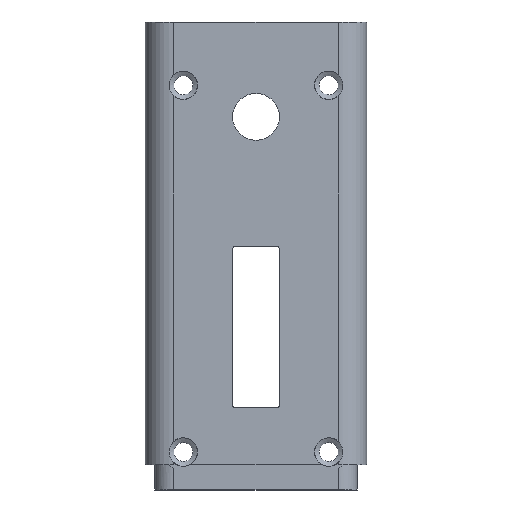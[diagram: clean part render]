
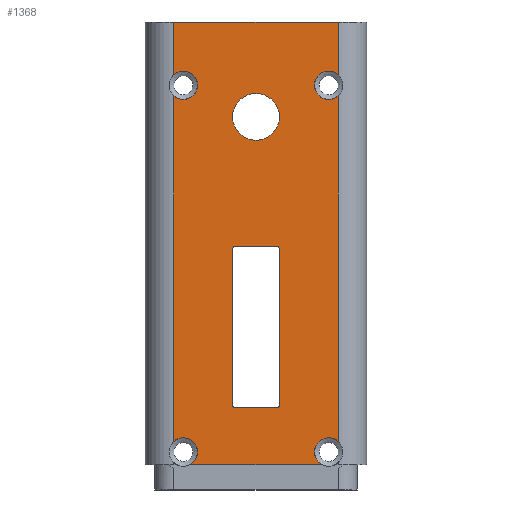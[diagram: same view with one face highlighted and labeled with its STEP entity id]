
A CAD part, top view. The second image highlights one B-rep face of the part: STEP entity #1368.
In plain terms, the highlighted planar face has unit normal (0, 0, 1).
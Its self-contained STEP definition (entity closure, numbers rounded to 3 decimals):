
#15=FACE_BOUND('',#200,.T.);
#16=FACE_BOUND('',#201,.T.);
#31=PLANE('',#1488);
#125=FACE_OUTER_BOUND('',#199,.T.);
#199=EDGE_LOOP('',(#1016,#1017,#1018,#1019,#1020,#1021,#1022,#1023,#1024,
#1025,#1026,#1027));
#200=EDGE_LOOP('',(#1028,#1029,#1030,#1031,#1032,#1033,#1034,#1035));
#201=EDGE_LOOP('',(#1036));
#290=LINE('',#2139,#423);
#294=LINE('',#2147,#427);
#295=LINE('',#2148,#428);
#297=LINE('',#2154,#430);
#298=LINE('',#2155,#431);
#299=LINE('',#2156,#432);
#300=LINE('',#2161,#433);
#301=LINE('',#2165,#434);
#302=LINE('',#2169,#435);
#303=LINE('',#2172,#436);
#423=VECTOR('',#1672,10.);
#427=VECTOR('',#1680,10.);
#428=VECTOR('',#1681,10.);
#430=VECTOR('',#1689,10.);
#431=VECTOR('',#1690,10.);
#432=VECTOR('',#1691,10.);
#433=VECTOR('',#1694,10.);
#434=VECTOR('',#1697,10.);
#435=VECTOR('',#1700,10.);
#436=VECTOR('',#1703,10.);
#540=CIRCLE('',#1457,2.25);
#541=CIRCLE('',#1458,2.25);
#542=CIRCLE('',#1460,2.25);
#547=CIRCLE('',#1467,2.25);
#549=CIRCLE('',#1469,2.25);
#553=CIRCLE('',#1476,2.25);
#559=CIRCLE('',#1489,0.5);
#560=CIRCLE('',#1490,0.5);
#561=CIRCLE('',#1491,0.5);
#562=CIRCLE('',#1492,0.5);
#563=CIRCLE('',#1493,3.7);
#598=VERTEX_POINT('',#1994);
#602=VERTEX_POINT('',#2002);
#603=VERTEX_POINT('',#2018);
#604=VERTEX_POINT('',#2023);
#606=VERTEX_POINT('',#2026);
#613=VERTEX_POINT('',#2059);
#614=VERTEX_POINT('',#2060);
#615=VERTEX_POINT('',#2076);
#620=VERTEX_POINT('',#2093);
#622=VERTEX_POINT('',#2103);
#634=VERTEX_POINT('',#2145);
#635=VERTEX_POINT('',#2153);
#636=VERTEX_POINT('',#2157);
#637=VERTEX_POINT('',#2158);
#638=VERTEX_POINT('',#2160);
#639=VERTEX_POINT('',#2162);
#640=VERTEX_POINT('',#2164);
#641=VERTEX_POINT('',#2166);
#642=VERTEX_POINT('',#2168);
#643=VERTEX_POINT('',#2170);
#644=VERTEX_POINT('',#2173);
#737=EDGE_CURVE('',#603,#602,#540,.T.);
#739=EDGE_CURVE('',#598,#603,#541,.T.);
#741=EDGE_CURVE('',#606,#604,#542,.T.);
#752=EDGE_CURVE('',#615,#613,#547,.T.);
#755=EDGE_CURVE('',#614,#615,#549,.T.);
#762=EDGE_CURVE('',#622,#620,#553,.T.);
#777=EDGE_CURVE('',#604,#598,#290,.T.);
#782=EDGE_CURVE('',#613,#634,#294,.T.);
#783=EDGE_CURVE('',#602,#614,#295,.T.);
#785=EDGE_CURVE('',#635,#634,#297,.T.);
#786=EDGE_CURVE('',#622,#635,#298,.T.);
#787=EDGE_CURVE('',#606,#620,#299,.T.);
#788=EDGE_CURVE('',#636,#637,#559,.T.);
#789=EDGE_CURVE('',#637,#638,#300,.T.);
#790=EDGE_CURVE('',#638,#639,#560,.T.);
#791=EDGE_CURVE('',#639,#640,#301,.T.);
#792=EDGE_CURVE('',#640,#641,#561,.T.);
#793=EDGE_CURVE('',#641,#642,#302,.T.);
#794=EDGE_CURVE('',#642,#643,#562,.T.);
#795=EDGE_CURVE('',#643,#636,#303,.T.);
#796=EDGE_CURVE('',#644,#644,#563,.T.);
#1016=ORIENTED_EDGE('',*,*,#739,.T.);
#1017=ORIENTED_EDGE('',*,*,#737,.T.);
#1018=ORIENTED_EDGE('',*,*,#783,.T.);
#1019=ORIENTED_EDGE('',*,*,#755,.T.);
#1020=ORIENTED_EDGE('',*,*,#752,.T.);
#1021=ORIENTED_EDGE('',*,*,#782,.T.);
#1022=ORIENTED_EDGE('',*,*,#785,.F.);
#1023=ORIENTED_EDGE('',*,*,#786,.F.);
#1024=ORIENTED_EDGE('',*,*,#762,.T.);
#1025=ORIENTED_EDGE('',*,*,#787,.F.);
#1026=ORIENTED_EDGE('',*,*,#741,.T.);
#1027=ORIENTED_EDGE('',*,*,#777,.T.);
#1028=ORIENTED_EDGE('',*,*,#788,.T.);
#1029=ORIENTED_EDGE('',*,*,#789,.T.);
#1030=ORIENTED_EDGE('',*,*,#790,.T.);
#1031=ORIENTED_EDGE('',*,*,#791,.T.);
#1032=ORIENTED_EDGE('',*,*,#792,.T.);
#1033=ORIENTED_EDGE('',*,*,#793,.T.);
#1034=ORIENTED_EDGE('',*,*,#794,.T.);
#1035=ORIENTED_EDGE('',*,*,#795,.T.);
#1036=ORIENTED_EDGE('',*,*,#796,.T.);
#1368=ADVANCED_FACE('',(#125,#15,#16),#31,.T.);
#1457=AXIS2_PLACEMENT_3D('',#2019,#1601,#1602);
#1458=AXIS2_PLACEMENT_3D('',#2021,#1604,#1605);
#1460=AXIS2_PLACEMENT_3D('',#2027,#1609,#1610);
#1467=AXIS2_PLACEMENT_3D('',#2077,#1626,#1627);
#1469=AXIS2_PLACEMENT_3D('',#2081,#1631,#1632);
#1476=AXIS2_PLACEMENT_3D('',#2104,#1647,#1648);
#1488=AXIS2_PLACEMENT_3D('',#2152,#1687,#1688);
#1489=AXIS2_PLACEMENT_3D('',#2159,#1692,#1693);
#1490=AXIS2_PLACEMENT_3D('',#2163,#1695,#1696);
#1491=AXIS2_PLACEMENT_3D('',#2167,#1698,#1699);
#1492=AXIS2_PLACEMENT_3D('',#2171,#1701,#1702);
#1493=AXIS2_PLACEMENT_3D('',#2174,#1704,#1705);
#1601=DIRECTION('center_axis',(0.,0.,-1.));
#1602=DIRECTION('ref_axis',(1.,0.,0.));
#1604=DIRECTION('center_axis',(0.,0.,-1.));
#1605=DIRECTION('ref_axis',(1.,0.,0.));
#1609=DIRECTION('center_axis',(0.,0.,-1.));
#1610=DIRECTION('ref_axis',(1.,0.,0.));
#1626=DIRECTION('center_axis',(0.,0.,-1.));
#1627=DIRECTION('ref_axis',(1.,0.,0.));
#1631=DIRECTION('center_axis',(0.,0.,-1.));
#1632=DIRECTION('ref_axis',(1.,0.,0.));
#1647=DIRECTION('center_axis',(0.,0.,-1.));
#1648=DIRECTION('ref_axis',(1.,0.,0.));
#1672=DIRECTION('',(1.,0.,0.));
#1680=DIRECTION('',(0.,1.,0.));
#1681=DIRECTION('',(0.,1.,0.));
#1687=DIRECTION('center_axis',(0.,0.,1.));
#1688=DIRECTION('ref_axis',(1.,0.,0.));
#1689=DIRECTION('',(1.,0.,0.));
#1690=DIRECTION('',(0.,1.,0.));
#1691=DIRECTION('',(0.,1.,0.));
#1692=DIRECTION('center_axis',(0.,0.,-1.));
#1693=DIRECTION('ref_axis',(0.,-1.,0.));
#1694=DIRECTION('',(0.,1.,0.));
#1695=DIRECTION('center_axis',(0.,0.,-1.));
#1696=DIRECTION('ref_axis',(-1.,0.,0.));
#1697=DIRECTION('',(1.,0.,0.));
#1698=DIRECTION('center_axis',(0.,0.,-1.));
#1699=DIRECTION('ref_axis',(0.,1.,0.));
#1700=DIRECTION('',(0.,-1.,0.));
#1701=DIRECTION('center_axis',(0.,0.,-1.));
#1702=DIRECTION('ref_axis',(1.,0.,0.));
#1703=DIRECTION('',(-1.,0.,0.));
#1704=DIRECTION('center_axis',(0.,0.,-1.));
#1705=DIRECTION('ref_axis',(-1.,0.,0.));
#1994=CARTESIAN_POINT('',(10.469,0.,17.5));
#2002=CARTESIAN_POINT('',(13.,3.677,17.5));
#2018=CARTESIAN_POINT('',(9.25,2.,17.5));
#2019=CARTESIAN_POINT('Origin',(11.5,2.,17.5));
#2021=CARTESIAN_POINT('Origin',(11.5,2.,17.5));
#2023=CARTESIAN_POINT('',(-10.469,0.,17.5));
#2026=CARTESIAN_POINT('',(-13.,3.677,17.5));
#2027=CARTESIAN_POINT('Origin',(-11.5,2.,17.5));
#2059=CARTESIAN_POINT('',(13.,61.677,17.5));
#2060=CARTESIAN_POINT('',(13.,58.323,17.5));
#2076=CARTESIAN_POINT('',(9.25,60.,17.5));
#2077=CARTESIAN_POINT('Origin',(11.5,60.,17.5));
#2081=CARTESIAN_POINT('Origin',(11.5,60.,17.5));
#2093=CARTESIAN_POINT('',(-13.,58.323,17.5));
#2103=CARTESIAN_POINT('',(-13.,61.677,17.5));
#2104=CARTESIAN_POINT('Origin',(-11.5,60.,17.5));
#2139=CARTESIAN_POINT('',(-13.,0.,17.5));
#2145=CARTESIAN_POINT('',(13.,70.,17.5));
#2147=CARTESIAN_POINT('',(13.,0.,17.5));
#2148=CARTESIAN_POINT('',(13.,0.,17.5));
#2152=CARTESIAN_POINT('Origin',(-13.,0.,17.5));
#2153=CARTESIAN_POINT('',(-13.,70.,17.5));
#2154=CARTESIAN_POINT('',(-13.,70.,17.5));
#2155=CARTESIAN_POINT('',(-13.,0.,17.5));
#2156=CARTESIAN_POINT('',(-13.,0.,17.5));
#2157=CARTESIAN_POINT('',(-3.25,9.,17.5));
#2158=CARTESIAN_POINT('',(-3.75,9.5,17.5));
#2159=CARTESIAN_POINT('Origin',(-3.25,9.5,17.5));
#2160=CARTESIAN_POINT('',(-3.75,34.,17.5));
#2161=CARTESIAN_POINT('',(-3.75,17.,17.5));
#2162=CARTESIAN_POINT('',(-3.25,34.5,17.5));
#2163=CARTESIAN_POINT('Origin',(-3.25,34.,17.5));
#2164=CARTESIAN_POINT('',(3.25,34.5,17.5));
#2165=CARTESIAN_POINT('',(-4.875,34.5,17.5));
#2166=CARTESIAN_POINT('',(3.75,34.,17.5));
#2167=CARTESIAN_POINT('Origin',(3.25,34.,17.5));
#2168=CARTESIAN_POINT('',(3.75,9.5,17.5));
#2169=CARTESIAN_POINT('',(3.75,4.75,17.5));
#2170=CARTESIAN_POINT('',(3.25,9.,17.5));
#2171=CARTESIAN_POINT('Origin',(3.25,9.5,17.5));
#2172=CARTESIAN_POINT('',(-8.125,9.,17.5));
#2173=CARTESIAN_POINT('',(3.7,55.,17.5));
#2174=CARTESIAN_POINT('Origin',(0.,55.,17.5));
